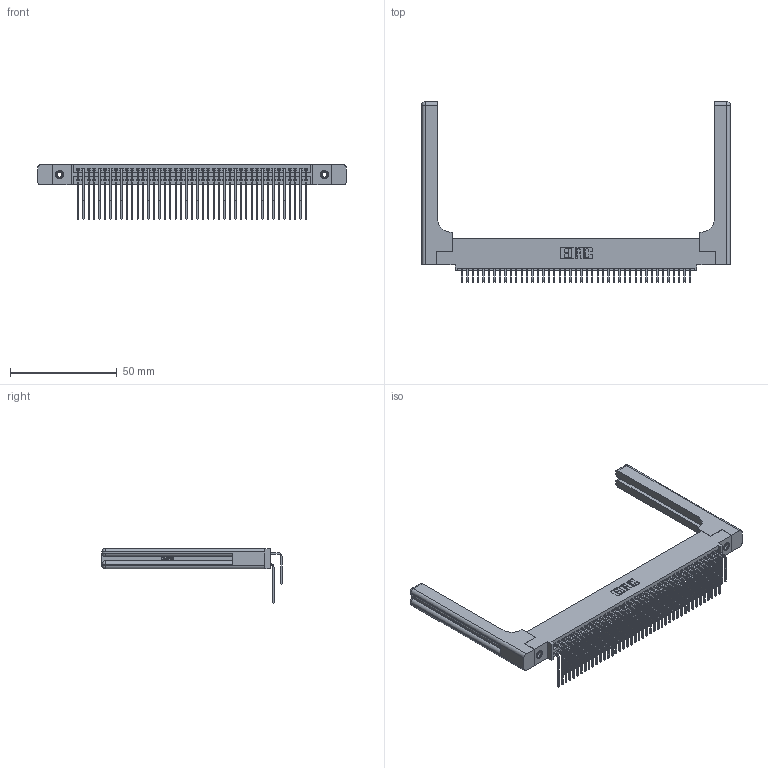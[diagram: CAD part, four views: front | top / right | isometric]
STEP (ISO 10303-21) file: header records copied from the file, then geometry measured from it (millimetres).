
FILE_DESCRIPTION (( 'STEP AP203' ), '1' );
FILE_NAME ('395-086-559-558.STEP', '2019-10-25T12:51:36', ( '' ), ( '' ), 'SwSTEP 2.0', 'SolidWorks 2016', '' );
FILE_SCHEMA (( 'CONFIG_CONTROL_DESIGN' ));
Length unit declared in the file: inch
Products named in the file (6): 345 Part_0.110 Offset - 0.156 Dia-TH; 345-292-001_558 559 Tail - 1; 345-292-001_559 Tail - 2; 345-250-001_345-250-001-102; 345-220-058_345-220-058; 395-086-559-558
Assembly tree (91 placements, depth 2):
  395-086-559-558
    345 Part_0.110 Offset - 0.156 Dia-TH
    345-292-001_558 559 Tail - 1  x43
    345-292-001_559 Tail - 2  x43
    345-250-001_345-250-001-102  x2
    345-220-058_345-220-058  x2
Bounding box: 144.25 x 84.32 x 25.53 mm (x, y, z)
Volume: 22919.4 mm3; surface area: 28855 mm2
Topology: 91 solids, 91 shells, 4858 faces, 14349 edges, 9430 vertices
Faces by surface type: plane 3242, cylinder 1556, bspline 36, cone 12, sphere 8, torus 4
Entity records: 40570 total; most frequent: CARTESIAN_POINT 7840, ORIENTED_EDGE 6520, DIRECTION 5816, EDGE_CURVE 3260, VECTOR 2824, LINE 2824, VERTEX_POINT 2162, AXIS2_PLACEMENT_3D 1496
